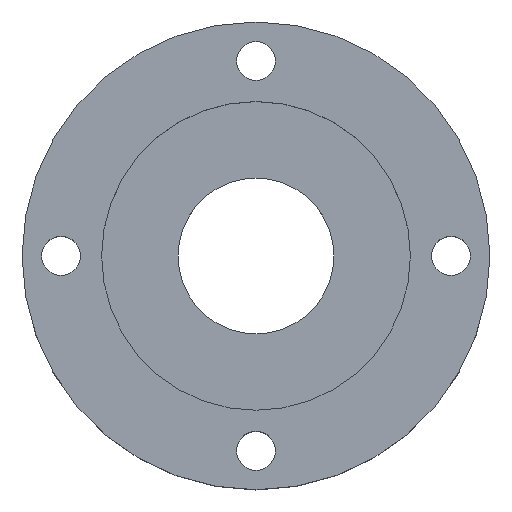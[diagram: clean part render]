
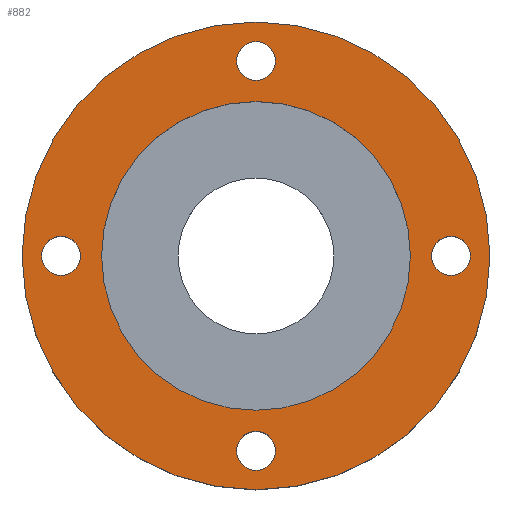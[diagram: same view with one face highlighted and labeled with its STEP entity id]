
A CAD part, top view. The second image highlights one B-rep face of the part: STEP entity #882.
In plain terms, the highlighted planar face has unit normal (0, 0, 1).
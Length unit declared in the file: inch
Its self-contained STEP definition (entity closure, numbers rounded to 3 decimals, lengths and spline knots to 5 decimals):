
#5 = CARTESIAN_POINT ( 'NONE',  ( 0., -1.25, 0.75 ) ) ;
#10 = ORIENTED_EDGE ( 'NONE', *, *, #685, .F. ) ;
#25 = CARTESIAN_POINT ( 'NONE',  ( -1.125, 0., 0.75 ) ) ;
#26 = EDGE_CURVE ( 'NONE', #135, #368, #188, .T. ) ;
#34 = CARTESIAN_POINT ( 'NONE',  ( 1.25, 0., 0.75 ) ) ;
#36 = ORIENTED_EDGE ( 'NONE', *, *, #73, .F. ) ;
#73 = EDGE_CURVE ( 'NONE', #489, #193, #572, .T. ) ;
#75 = DIRECTION ( 'NONE',  ( 0., 0., 1. ) ) ;
#76 = EDGE_LOOP ( 'NONE', ( #736, #379 ) ) ;
#80 = CIRCLE ( 'NONE', #792, 1.5 ) ;
#83 = DIRECTION ( 'NONE',  ( 0., 0., 1. ) ) ;
#95 = DIRECTION ( 'NONE',  ( 0., 0., 1. ) ) ;
#112 = ORIENTED_EDGE ( 'NONE', *, *, #450, .T. ) ;
#118 = AXIS2_PLACEMENT_3D ( 'NONE', #800, #175, #880 ) ;
#122 = VERTEX_POINT ( 'NONE', #746 ) ;
#125 = AXIS2_PLACEMENT_3D ( 'NONE', #407, #672, #879 ) ;
#128 = CARTESIAN_POINT ( 'NONE',  ( -0.125, -1.25, 0.75 ) ) ;
#129 = FACE_BOUND ( 'NONE', #622, .T. ) ;
#135 = VERTEX_POINT ( 'NONE', #198 ) ;
#163 = CIRCLE ( 'NONE', #861, 0.99 ) ;
#168 = CARTESIAN_POINT ( 'NONE',  ( 1.375, 0., 0.75 ) ) ;
#169 = EDGE_LOOP ( 'NONE', ( #112, #541 ) ) ;
#175 = DIRECTION ( 'NONE',  ( 0., 0., 1. ) ) ;
#177 = AXIS2_PLACEMENT_3D ( 'NONE', #34, #318, #659 ) ;
#187 = DIRECTION ( 'NONE',  ( 1., 0., 0. ) ) ;
#188 = CIRCLE ( 'NONE', #696, 0.99 ) ;
#193 = VERTEX_POINT ( 'NONE', #752 ) ;
#195 = FACE_BOUND ( 'NONE', #642, .T. ) ;
#197 = CIRCLE ( 'NONE', #177, 0.125 ) ;
#198 = CARTESIAN_POINT ( 'NONE',  ( 0.99, 0., 0.75 ) ) ;
#199 = VERTEX_POINT ( 'NONE', #128 ) ;
#211 = DIRECTION ( 'NONE',  ( 0., 0., 1. ) ) ;
#229 = VERTEX_POINT ( 'NONE', #566 ) ;
#236 = EDGE_CURVE ( 'NONE', #368, #135, #163, .T. ) ;
#238 = CARTESIAN_POINT ( 'NONE',  ( -1.25, 0., 0.75 ) ) ;
#243 = EDGE_CURVE ( 'NONE', #199, #718, #559, .T. ) ;
#250 = CIRCLE ( 'NONE', #445, 0.125 ) ;
#257 = DIRECTION ( 'NONE',  ( 0., 0., 1. ) ) ;
#258 = EDGE_CURVE ( 'NONE', #718, #199, #886, .T. ) ;
#261 = CIRCLE ( 'NONE', #789, 1.5 ) ;
#262 = FACE_BOUND ( 'NONE', #567, .T. ) ;
#269 = ORIENTED_EDGE ( 'NONE', *, *, #700, .F. ) ;
#270 = AXIS2_PLACEMENT_3D ( 'NONE', #903, #756, #356 ) ;
#282 = EDGE_LOOP ( 'NONE', ( #269, #36 ) ) ;
#292 = CARTESIAN_POINT ( 'NONE',  ( 0., -1.25, 0.75 ) ) ;
#294 = EDGE_CURVE ( 'NONE', #833, #229, #261, .T. ) ;
#302 = CIRCLE ( 'NONE', #118, 0.125 ) ;
#307 = CARTESIAN_POINT ( 'NONE',  ( 0., 0., 0.75 ) ) ;
#318 = DIRECTION ( 'NONE',  ( 0., 0., 1. ) ) ;
#321 = CARTESIAN_POINT ( 'NONE',  ( 1.5, 0., 0.75 ) ) ;
#325 = VERTEX_POINT ( 'NONE', #495 ) ;
#327 = FACE_BOUND ( 'NONE', #76, .T. ) ;
#342 = AXIS2_PLACEMENT_3D ( 'NONE', #292, #75, #846 ) ;
#349 = DIRECTION ( 'NONE',  ( 1., 0., 0. ) ) ;
#350 = ORIENTED_EDGE ( 'NONE', *, *, #819, .F. ) ;
#354 = CARTESIAN_POINT ( 'NONE',  ( 0., 0., 0.75 ) ) ;
#356 = DIRECTION ( 'NONE',  ( 1., 0., 0. ) ) ;
#368 = VERTEX_POINT ( 'NONE', #853 ) ;
#379 = ORIENTED_EDGE ( 'NONE', *, *, #236, .F. ) ;
#407 = CARTESIAN_POINT ( 'NONE',  ( 0., 0., 0.75 ) ) ;
#414 = CARTESIAN_POINT ( 'NONE',  ( 0.125, -1.25, 0.75 ) ) ;
#440 = DIRECTION ( 'NONE',  ( 1., 0., 0. ) ) ;
#445 = AXIS2_PLACEMENT_3D ( 'NONE', #459, #257, #542 ) ;
#450 = EDGE_CURVE ( 'NONE', #229, #833, #80, .T. ) ;
#456 = DIRECTION ( 'NONE',  ( 0., 0., 1. ) ) ;
#458 = CARTESIAN_POINT ( 'NONE',  ( 0., 1.25, 0.75 ) ) ;
#459 = CARTESIAN_POINT ( 'NONE',  ( 1.25, 0., 0.75 ) ) ;
#462 = VERTEX_POINT ( 'NONE', #168 ) ;
#472 = CIRCLE ( 'NONE', #270, 0.125 ) ;
#489 = VERTEX_POINT ( 'NONE', #25 ) ;
#492 = CARTESIAN_POINT ( 'NONE',  ( 0., 0., 0.75 ) ) ;
#495 = CARTESIAN_POINT ( 'NONE',  ( -0.125, 1.25, 0.75 ) ) ;
#499 = DIRECTION ( 'NONE',  ( 0., 0., 1. ) ) ;
#516 = CIRCLE ( 'NONE', #855, 0.125 ) ;
#539 = PLANE ( 'NONE',  #125 ) ;
#541 = ORIENTED_EDGE ( 'NONE', *, *, #294, .T. ) ;
#542 = DIRECTION ( 'NONE',  ( 1., 0., 0. ) ) ;
#559 = CIRCLE ( 'NONE', #724, 0.125 ) ;
#566 = CARTESIAN_POINT ( 'NONE',  ( -1.5, 0., 0.75 ) ) ;
#567 = EDGE_LOOP ( 'NONE', ( #623, #614 ) ) ;
#570 = DIRECTION ( 'NONE',  ( 1., 0., 0. ) ) ;
#572 = CIRCLE ( 'NONE', #678, 0.125 ) ;
#590 = EDGE_CURVE ( 'NONE', #462, #847, #197, .T. ) ;
#601 = FACE_BOUND ( 'NONE', #282, .T. ) ;
#607 = DIRECTION ( 'NONE',  ( 0., 0., 1. ) ) ;
#614 = ORIENTED_EDGE ( 'NONE', *, *, #258, .F. ) ;
#621 = DIRECTION ( 'NONE',  ( 1., 0., 0. ) ) ;
#622 = EDGE_LOOP ( 'NONE', ( #350, #10 ) ) ;
#623 = ORIENTED_EDGE ( 'NONE', *, *, #243, .F. ) ;
#642 = EDGE_LOOP ( 'NONE', ( #854, #729 ) ) ;
#643 = EDGE_CURVE ( 'NONE', #847, #462, #250, .T. ) ;
#659 = DIRECTION ( 'NONE',  ( 1., 0., 0. ) ) ;
#672 = DIRECTION ( 'NONE',  ( 0., 0., 1. ) ) ;
#678 = AXIS2_PLACEMENT_3D ( 'NONE', #238, #456, #731 ) ;
#679 = FACE_OUTER_BOUND ( 'NONE', #169, .T. ) ;
#685 = EDGE_CURVE ( 'NONE', #122, #325, #302, .T. ) ;
#696 = AXIS2_PLACEMENT_3D ( 'NONE', #307, #858, #798 ) ;
#700 = EDGE_CURVE ( 'NONE', #193, #489, #472, .T. ) ;
#718 = VERTEX_POINT ( 'NONE', #414 ) ;
#724 = AXIS2_PLACEMENT_3D ( 'NONE', #5, #211, #570 ) ;
#729 = ORIENTED_EDGE ( 'NONE', *, *, #590, .F. ) ;
#731 = DIRECTION ( 'NONE',  ( 1., 0., 0. ) ) ;
#736 = ORIENTED_EDGE ( 'NONE', *, *, #26, .F. ) ;
#743 = CARTESIAN_POINT ( 'NONE',  ( 1.125, 0., 0.75 ) ) ;
#746 = CARTESIAN_POINT ( 'NONE',  ( 0.125, 1.25, 0.75 ) ) ;
#752 = CARTESIAN_POINT ( 'NONE',  ( -1.375, 0., 0.75 ) ) ;
#756 = DIRECTION ( 'NONE',  ( 0., 0., 1. ) ) ;
#786 = CARTESIAN_POINT ( 'NONE',  ( 0., 0., 0.75 ) ) ;
#789 = AXIS2_PLACEMENT_3D ( 'NONE', #354, #83, #349 ) ;
#792 = AXIS2_PLACEMENT_3D ( 'NONE', #786, #95, #440 ) ;
#798 = DIRECTION ( 'NONE',  ( 1., 0., 0. ) ) ;
#800 = CARTESIAN_POINT ( 'NONE',  ( 0., 1.25, 0.75 ) ) ;
#819 = EDGE_CURVE ( 'NONE', #325, #122, #516, .T. ) ;
#833 = VERTEX_POINT ( 'NONE', #321 ) ;
#846 = DIRECTION ( 'NONE',  ( 1., 0., 0. ) ) ;
#847 = VERTEX_POINT ( 'NONE', #743 ) ;
#853 = CARTESIAN_POINT ( 'NONE',  ( -0.99, 0., 0.75 ) ) ;
#854 = ORIENTED_EDGE ( 'NONE', *, *, #643, .F. ) ;
#855 = AXIS2_PLACEMENT_3D ( 'NONE', #458, #607, #187 ) ;
#858 = DIRECTION ( 'NONE',  ( 0., 0., 1. ) ) ;
#861 = AXIS2_PLACEMENT_3D ( 'NONE', #492, #499, #621 ) ;
#879 = DIRECTION ( 'NONE',  ( 1., 0., 0. ) ) ;
#880 = DIRECTION ( 'NONE',  ( 1., 0., 0. ) ) ;
#882 = ADVANCED_FACE ( 'NONE', ( #327, #262, #129, #679, #601, #195 ), #539, .T. ) ;
#886 = CIRCLE ( 'NONE', #342, 0.125 ) ;
#903 = CARTESIAN_POINT ( 'NONE',  ( -1.25, 0., 0.75 ) ) ;
